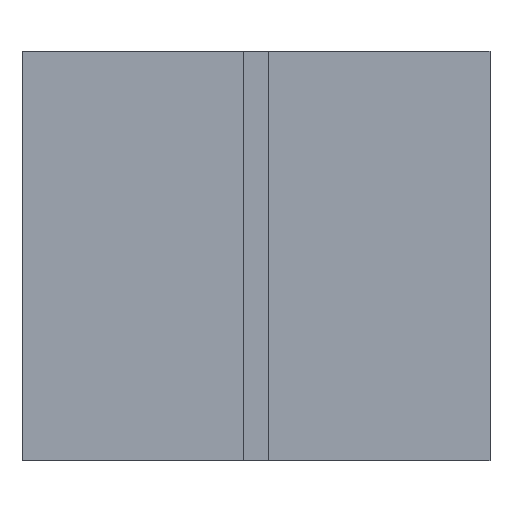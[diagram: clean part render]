
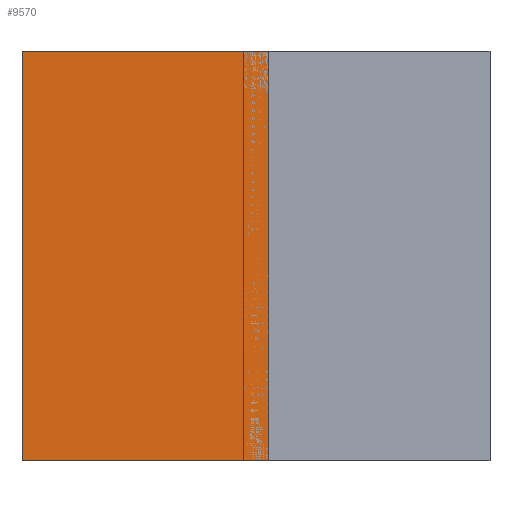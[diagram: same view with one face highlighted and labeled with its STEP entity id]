
A CAD part, front view. The second image highlights one B-rep face of the part: STEP entity #9570.
In plain terms, the highlighted planar face has unit normal (0, -1, 0).
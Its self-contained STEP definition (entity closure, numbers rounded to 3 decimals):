
#2147=PLANE('',#10440);
#2230=FACE_OUTER_BOUND('',#3036,.T.);
#3036=EDGE_LOOP('',(#7432,#7433,#7434,#7435));
#4588=LINE('',#13593,#4834);
#4598=LINE('',#13614,#4844);
#4610=LINE('',#13635,#4856);
#4615=LINE('',#13645,#4861);
#4834=VECTOR('',#11400,10.);
#4844=VECTOR('',#11414,10.);
#4856=VECTOR('',#11434,10.);
#4861=VECTOR('',#11445,10.);
#5103=VERTEX_POINT('',#13590);
#5104=VERTEX_POINT('',#13592);
#5110=VERTEX_POINT('',#13607);
#5113=VERTEX_POINT('',#13612);
#6085=EDGE_CURVE('',#5103,#5104,#4588,.T.);
#6095=EDGE_CURVE('',#5113,#5110,#4598,.T.);
#6107=EDGE_CURVE('',#5113,#5104,#4610,.T.);
#6112=EDGE_CURVE('',#5103,#5110,#4615,.T.);
#7432=ORIENTED_EDGE('',*,*,#6107,.T.);
#7433=ORIENTED_EDGE('',*,*,#6085,.F.);
#7434=ORIENTED_EDGE('',*,*,#6112,.T.);
#7435=ORIENTED_EDGE('',*,*,#6095,.F.);
#9570=ADVANCED_FACE('',(#2230),#2147,.T.);
#10440=AXIS2_PLACEMENT_3D('',#13830,#11603,#11604);
#11400=DIRECTION('',(0.,0.,1.));
#11414=DIRECTION('',(0.,0.,-1.));
#11434=DIRECTION('',(-1.,0.,0.));
#11445=DIRECTION('',(1.,0.,0.));
#11603=DIRECTION('center_axis',(0.,-1.,0.));
#11604=DIRECTION('ref_axis',(1.,0.,0.));
#13590=CARTESIAN_POINT('',(-36.071,11.071,-10.));
#13592=CARTESIAN_POINT('',(-36.071,11.071,110.));
#13593=CARTESIAN_POINT('',(-36.071,11.071,110.));
#13607=CARTESIAN_POINT('',(36.071,11.071,-10.));
#13612=CARTESIAN_POINT('',(36.071,11.071,110.));
#13614=CARTESIAN_POINT('',(36.071,11.071,-10.));
#13635=CARTESIAN_POINT('',(-26.071,11.071,110.));
#13645=CARTESIAN_POINT('',(26.071,11.071,-10.));
#13830=CARTESIAN_POINT('Origin',(-26.071,11.071,0.));
